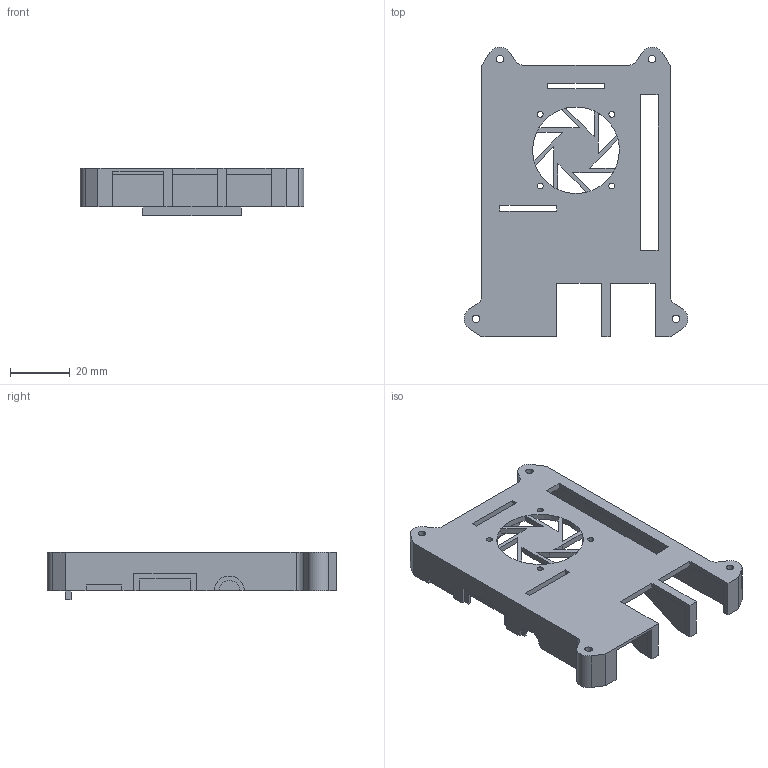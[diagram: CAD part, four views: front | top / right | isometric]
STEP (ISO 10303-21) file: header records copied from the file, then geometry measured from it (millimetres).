
FILE_DESCRIPTION(('FreeCAD Model'),'2;1');
FILE_NAME('tapa_carcasa_Raspberry.step','2021-02-16T15:03:03',('Author'),( ''),'Open CASCADE STEP processor 7.3','FreeCAD','Unknown');
FILE_SCHEMA(('AUTOMOTIVE_DESIGN { 1 0 10303 214 1 1 1 1 }'));
Length unit declared in the file: millimetre
Products named in the file (1): Body
Bounding box: 75 x 97 x 16 mm (x, y, z)
Volume: 17206.7 mm3; surface area: 18049.1 mm2
Topology: 1 solids, 1 shells, 132 faces, 391 edges, 247 vertices
Faces by surface type: plane 105, cylinder 27
Full cylindrical faces by diameter (mm): 2 x4, 2.5 x4
Entity records: 9634 total; most frequent: CARTESIAN_POINT 1787, DIRECTION 1470, LINE 1017, VECTOR 1017, ORIENTED_EDGE 782, PCURVE 782, DEFINITIONAL_REPRESENTATION 782, EDGE_CURVE 391
